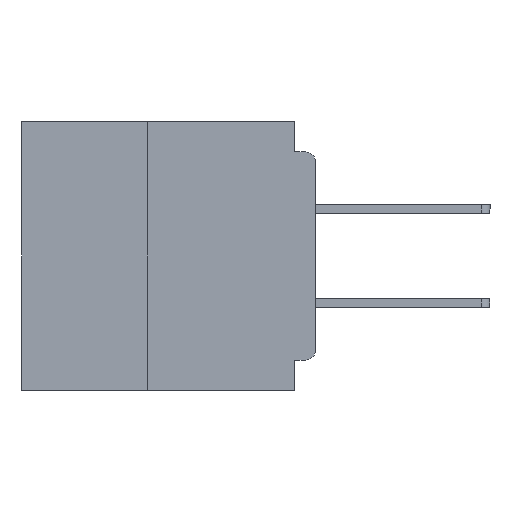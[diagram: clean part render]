
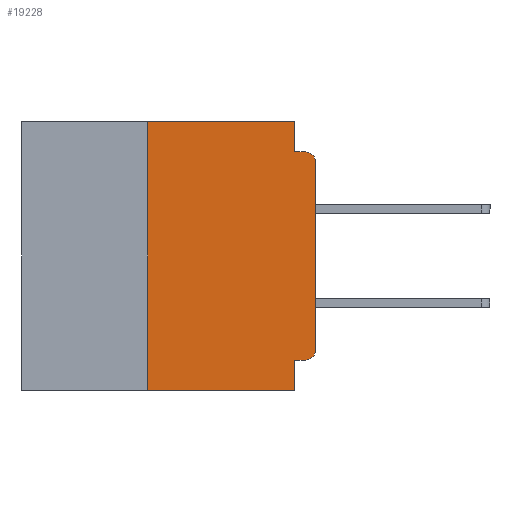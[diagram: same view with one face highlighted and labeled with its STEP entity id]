
A CAD part, left-side view. The second image highlights one B-rep face of the part: STEP entity #19228.
In plain terms, the highlighted planar face has unit normal (-1, 0, 0).
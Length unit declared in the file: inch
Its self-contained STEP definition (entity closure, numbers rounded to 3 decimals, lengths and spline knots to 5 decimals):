
#7 = LINE ( 'NONE', #34668, #45200 ) ;
#1050 = CARTESIAN_POINT ( 'NONE',  ( 0., 0., -0.34 ) ) ;
#1655 = VERTEX_POINT ( 'NONE', #26948 ) ;
#2687 = ORIENTED_EDGE ( 'NONE', *, *, #23954, .F. ) ;
#3006 = VERTEX_POINT ( 'NONE', #42959 ) ;
#3074 = DIRECTION ( 'NONE',  ( 0., -1., 0. ) ) ;
#4632 = CARTESIAN_POINT ( 'NONE',  ( 0., 0., -0.045 ) ) ;
#4963 = CARTESIAN_POINT ( 'NONE',  ( 0., 0.015, -0.355 ) ) ;
#5734 = CIRCLE ( 'NONE', #21845, 0.015 ) ;
#6295 = ORIENTED_EDGE ( 'NONE', *, *, #45122, .F. ) ;
#6312 = CIRCLE ( 'NONE', #13955, 0.015 ) ;
#7082 = LINE ( 'NONE', #41787, #43357 ) ;
#7218 = VECTOR ( 'NONE', #28476, 39.37008 ) ;
#7644 = LINE ( 'NONE', #4632, #25399 ) ;
#7994 = ORIENTED_EDGE ( 'NONE', *, *, #35269, .T. ) ;
#8525 = CARTESIAN_POINT ( 'NONE',  ( 0., 0.031, -0.355 ) ) ;
#8658 = ORIENTED_EDGE ( 'NONE', *, *, #35313, .F. ) ;
#8774 = EDGE_LOOP ( 'NONE', ( #15630, #7994, #2687, #23424, #8658, #38966, #13827, #6295, #15707, #11513 ) ) ;
#9632 = DIRECTION ( 'NONE',  ( 0., 0., 1. ) ) ;
#9660 = DIRECTION ( 'NONE',  ( 0., -1., 0. ) ) ;
#10274 = DIRECTION ( 'NONE',  ( 0., 0., -1. ) ) ;
#11513 = ORIENTED_EDGE ( 'NONE', *, *, #18913, .T. ) ;
#11760 = VECTOR ( 'NONE', #10274, 39.37008 ) ;
#12829 = PLANE ( 'NONE',  #20169 ) ;
#13287 = VERTEX_POINT ( 'NONE', #4963 ) ;
#13672 = CARTESIAN_POINT ( 'NONE',  ( 0., 0.437, 0. ) ) ;
#13827 = ORIENTED_EDGE ( 'NONE', *, *, #15197, .T. ) ;
#13955 = AXIS2_PLACEMENT_3D ( 'NONE', #18225, #42653, #21750 ) ;
#14257 = VERTEX_POINT ( 'NONE', #24699 ) ;
#14350 = CARTESIAN_POINT ( 'NONE',  ( 0., 0.25, -0.4 ) ) ;
#14933 = VERTEX_POINT ( 'NONE', #32799 ) ;
#15197 = EDGE_CURVE ( 'NONE', #41579, #30855, #21004, .T. ) ;
#15630 = ORIENTED_EDGE ( 'NONE', *, *, #45229, .T. ) ;
#15707 = ORIENTED_EDGE ( 'NONE', *, *, #21664, .F. ) ;
#16408 = DIRECTION ( 'NONE',  ( -1., 0., 0. ) ) ;
#18225 = CARTESIAN_POINT ( 'NONE',  ( 0., 0.015, -0.34 ) ) ;
#18913 = EDGE_CURVE ( 'NONE', #13287, #26962, #6312, .T. ) ;
#19228 = ADVANCED_FACE ( 'NONE', ( #30624 ), #12829, .F. ) ;
#19886 = CARTESIAN_POINT ( 'NONE',  ( 0., 0.437, 0. ) ) ;
#19928 = VECTOR ( 'NONE', #9660, 39.37008 ) ;
#20169 = AXIS2_PLACEMENT_3D ( 'NONE', #19886, #44306, #23426 ) ;
#21004 = LINE ( 'NONE', #37813, #19928 ) ;
#21370 = CARTESIAN_POINT ( 'NONE',  ( 0., 0., 0. ) ) ;
#21664 = EDGE_CURVE ( 'NONE', #13287, #34939, #7, .T. ) ;
#21668 = VERTEX_POINT ( 'NONE', #31258 ) ;
#21750 = DIRECTION ( 'NONE',  ( 0., 0., -1. ) ) ;
#21845 = AXIS2_PLACEMENT_3D ( 'NONE', #37464, #16408, #40932 ) ;
#23424 = ORIENTED_EDGE ( 'NONE', *, *, #32109, .F. ) ;
#23426 = DIRECTION ( 'NONE',  ( 0., 0., -1. ) ) ;
#23954 = EDGE_CURVE ( 'NONE', #3006, #1655, #7644, .T. ) ;
#24699 = CARTESIAN_POINT ( 'NONE',  ( 0., 0.25, 0. ) ) ;
#25399 = VECTOR ( 'NONE', #25875, 39.37008 ) ;
#25875 = DIRECTION ( 'NONE',  ( 0., -1., 0. ) ) ;
#26948 = CARTESIAN_POINT ( 'NONE',  ( 0., 0.015, -0.045 ) ) ;
#26962 = VERTEX_POINT ( 'NONE', #1050 ) ;
#27203 = LINE ( 'NONE', #21370, #7218 ) ;
#28476 = DIRECTION ( 'NONE',  ( 0., 0., 1. ) ) ;
#28975 = EDGE_CURVE ( 'NONE', #41579, #14257, #34969, .T. ) ;
#30624 = FACE_OUTER_BOUND ( 'NONE', #8774, .T. ) ;
#30632 = LINE ( 'NONE', #13672, #38817 ) ;
#30749 = CARTESIAN_POINT ( 'NONE',  ( 0., 0.25, -0.4 ) ) ;
#30855 = VERTEX_POINT ( 'NONE', #41163 ) ;
#31126 = DIRECTION ( 'NONE',  ( 0., 1., 0. ) ) ;
#31258 = CARTESIAN_POINT ( 'NONE',  ( 0., 0.031, 0. ) ) ;
#31446 = DIRECTION ( 'NONE',  ( 0., 0., -1. ) ) ;
#32109 = EDGE_CURVE ( 'NONE', #21668, #3006, #7082, .T. ) ;
#32674 = LINE ( 'NONE', #38407, #11760 ) ;
#32799 = CARTESIAN_POINT ( 'NONE',  ( 0., 0., -0.06 ) ) ;
#34668 = CARTESIAN_POINT ( 'NONE',  ( 0., 0., -0.355 ) ) ;
#34939 = VERTEX_POINT ( 'NONE', #8525 ) ;
#34969 = LINE ( 'NONE', #30749, #44146 ) ;
#35269 = EDGE_CURVE ( 'NONE', #14933, #1655, #5734, .T. ) ;
#35313 = EDGE_CURVE ( 'NONE', #14257, #21668, #30632, .T. ) ;
#37464 = CARTESIAN_POINT ( 'NONE',  ( 0., 0.015, -0.06 ) ) ;
#37813 = CARTESIAN_POINT ( 'NONE',  ( 0., 0.437, -0.4 ) ) ;
#38407 = CARTESIAN_POINT ( 'NONE',  ( 0., 0.031, -0.4 ) ) ;
#38817 = VECTOR ( 'NONE', #3074, 39.37008 ) ;
#38966 = ORIENTED_EDGE ( 'NONE', *, *, #28975, .F. ) ;
#40932 = DIRECTION ( 'NONE',  ( 0., 0., -1. ) ) ;
#41163 = CARTESIAN_POINT ( 'NONE',  ( 0., 0.031, -0.4 ) ) ;
#41579 = VERTEX_POINT ( 'NONE', #14350 ) ;
#41787 = CARTESIAN_POINT ( 'NONE',  ( 0., 0.031, 0. ) ) ;
#42653 = DIRECTION ( 'NONE',  ( -1., 0., 0. ) ) ;
#42959 = CARTESIAN_POINT ( 'NONE',  ( 0., 0.031, -0.045 ) ) ;
#43357 = VECTOR ( 'NONE', #31446, 39.37008 ) ;
#44146 = VECTOR ( 'NONE', #9632, 39.37008 ) ;
#44306 = DIRECTION ( 'NONE',  ( 1., 0., 0. ) ) ;
#45122 = EDGE_CURVE ( 'NONE', #34939, #30855, #32674, .T. ) ;
#45200 = VECTOR ( 'NONE', #31126, 39.37008 ) ;
#45229 = EDGE_CURVE ( 'NONE', #26962, #14933, #27203, .T. ) ;
